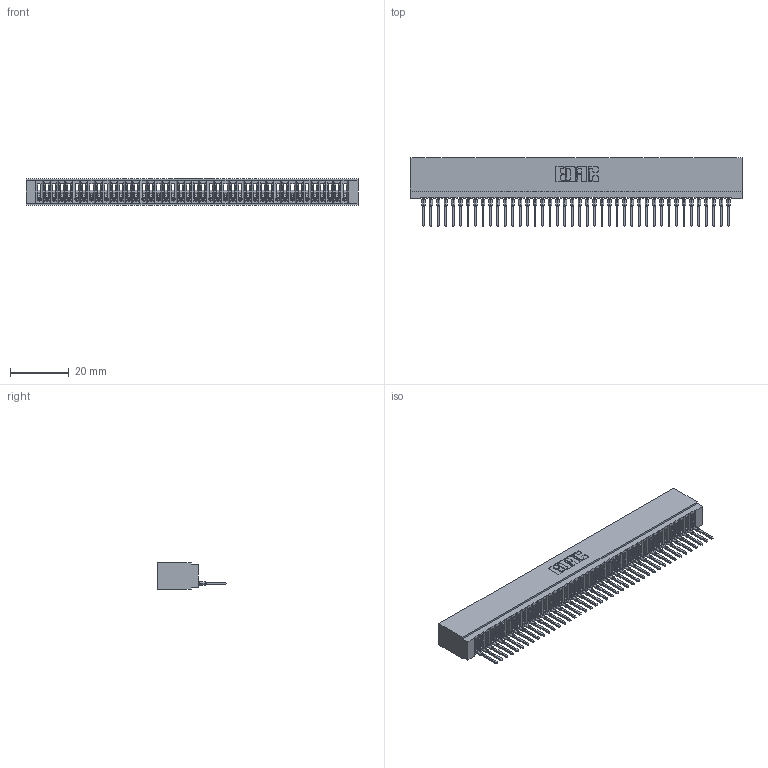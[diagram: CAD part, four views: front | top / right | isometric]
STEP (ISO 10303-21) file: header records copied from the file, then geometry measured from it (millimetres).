
FILE_DESCRIPTION (( 'STEP AP203' ), '1' );
FILE_NAME ('725-042-522-101.STEP', '2026-03-05T22:39:54', ( '' ), ( '' ), 'SwSTEP 2.0', 'SolidWorks 2023', '' );
FILE_SCHEMA (( 'CONFIG_CONTROL_DESIGN' ));
Length unit declared in the file: millimetre
Products named in the file (3): 725 Part_Insulator Option - 01; 745-292-001_522; 725-042-522-101
Assembly tree (43 placements, depth 2):
  725-042-522-101
    725 Part_Insulator Option - 01
    745-292-001_522  x42
Bounding box: 113.28 x 23.51 x 8.89 mm (x, y, z)
Volume: 8616.6 mm3; surface area: 16694.2 mm2
Topology: 43 solids, 43 shells, 4799 faces, 13190 edges, 8316 vertices
Faces by surface type: plane 2869, bspline 840, cylinder 838, torus 252
Entity records: 69328 total; most frequent: CARTESIAN_POINT 12717, ORIENTED_EDGE 12194, DIRECTION 10571, EDGE_CURVE 6097, LINE 5663, VECTOR 5663, VERTEX_POINT 3888, AXIS2_PLACEMENT_3D 2454
